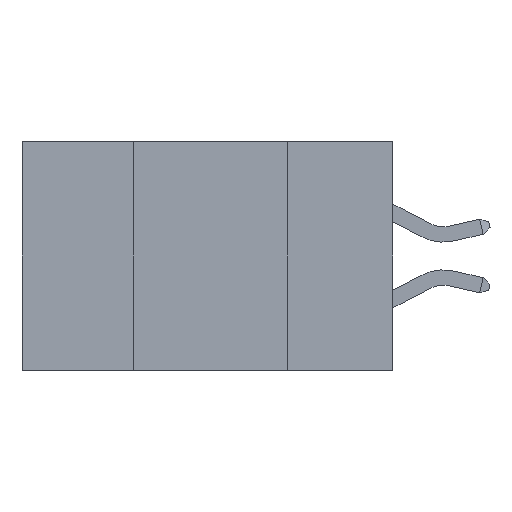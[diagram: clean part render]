
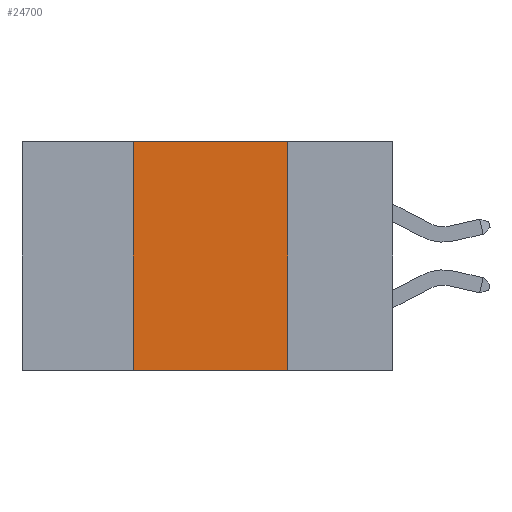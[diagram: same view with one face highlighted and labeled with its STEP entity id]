
A CAD part, left-side view. The second image highlights one B-rep face of the part: STEP entity #24700.
In plain terms, the highlighted planar face has unit normal (-1, 0, 0).
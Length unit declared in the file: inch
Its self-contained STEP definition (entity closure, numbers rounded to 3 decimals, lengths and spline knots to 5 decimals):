
#317 = DIRECTION ( 'NONE',  ( 0., -1., 0. ) ) ;
#328 = ORIENTED_EDGE ( 'NONE', *, *, #17782, .F. ) ;
#604 = CARTESIAN_POINT ( 'NONE',  ( 0., 0.42, -0.37 ) ) ;
#3087 = LINE ( 'NONE', #39211, #5339 ) ;
#3404 = EDGE_LOOP ( 'NONE', ( #3735, #328, #26217, #40115 ) ) ;
#3735 = ORIENTED_EDGE ( 'NONE', *, *, #18031, .F. ) ;
#4464 = DIRECTION ( 'NONE',  ( 0., -1., 0. ) ) ;
#5339 = VECTOR ( 'NONE', #317, 39.37008 ) ;
#5390 = DIRECTION ( 'NONE',  ( 0., 0., -1. ) ) ;
#7980 = CARTESIAN_POINT ( 'NONE',  ( 0., 0.17, 0. ) ) ;
#9433 = AXIS2_PLACEMENT_3D ( 'NONE', #18196, #31904, #5390 ) ;
#10377 = VERTEX_POINT ( 'NONE', #13167 ) ;
#11049 = VECTOR ( 'NONE', #4464, 39.37008 ) ;
#13167 = CARTESIAN_POINT ( 'NONE',  ( 0., 0.17, -0.37 ) ) ;
#13855 = LINE ( 'NONE', #16631, #11049 ) ;
#14998 = LINE ( 'NONE', #28054, #16766 ) ;
#16631 = CARTESIAN_POINT ( 'NONE',  ( 0., 0.6, -0.37 ) ) ;
#16766 = VECTOR ( 'NONE', #41116, 39.37008 ) ;
#17782 = EDGE_CURVE ( 'NONE', #39281, #26329, #3087, .T. ) ;
#18031 = EDGE_CURVE ( 'NONE', #26329, #10377, #37894, .T. ) ;
#18196 = CARTESIAN_POINT ( 'NONE',  ( 0., 0.6, 0. ) ) ;
#21208 = CARTESIAN_POINT ( 'NONE',  ( 0., 0.17, 0. ) ) ;
#21819 = FACE_OUTER_BOUND ( 'NONE', #3404, .T. ) ;
#24103 = CARTESIAN_POINT ( 'NONE',  ( 0., 0.42, 0. ) ) ;
#24700 = ADVANCED_FACE ( 'NONE', ( #21819 ), #28464, .F. ) ;
#26217 = ORIENTED_EDGE ( 'NONE', *, *, #37555, .F. ) ;
#26329 = VERTEX_POINT ( 'NONE', #7980 ) ;
#28054 = CARTESIAN_POINT ( 'NONE',  ( 0., 0.42, 0. ) ) ;
#28464 = PLANE ( 'NONE',  #9433 ) ;
#28551 = EDGE_CURVE ( 'NONE', #29663, #10377, #13855, .T. ) ;
#29663 = VERTEX_POINT ( 'NONE', #604 ) ;
#31904 = DIRECTION ( 'NONE',  ( 1., 0., 0. ) ) ;
#36743 = VECTOR ( 'NONE', #37469, 39.37008 ) ;
#37469 = DIRECTION ( 'NONE',  ( 0., 0., -1. ) ) ;
#37555 = EDGE_CURVE ( 'NONE', #29663, #39281, #14998, .T. ) ;
#37894 = LINE ( 'NONE', #21208, #36743 ) ;
#39211 = CARTESIAN_POINT ( 'NONE',  ( 0., 0.6, 0. ) ) ;
#39281 = VERTEX_POINT ( 'NONE', #24103 ) ;
#40115 = ORIENTED_EDGE ( 'NONE', *, *, #28551, .T. ) ;
#41116 = DIRECTION ( 'NONE',  ( 0., 0., 1. ) ) ;
